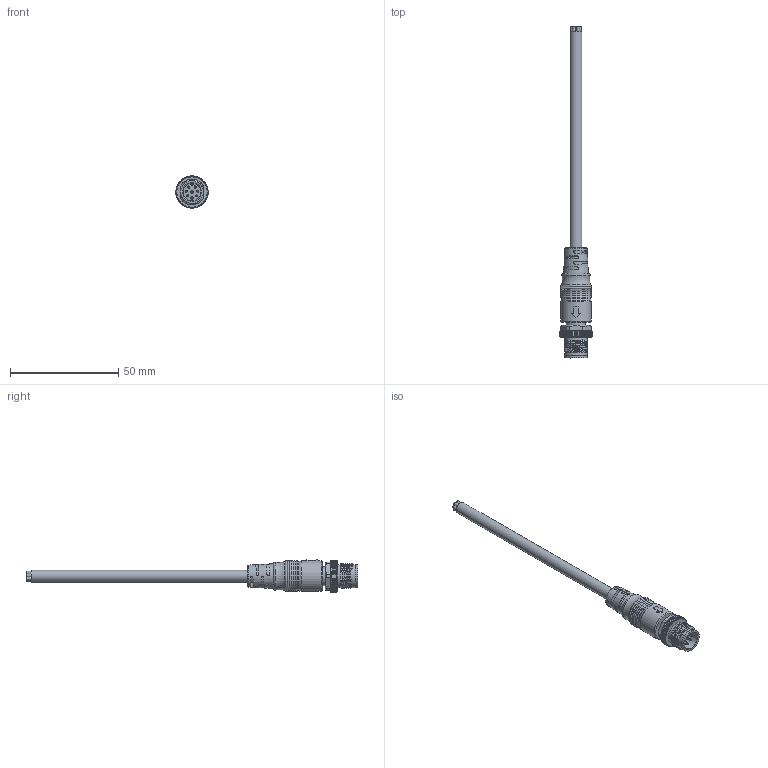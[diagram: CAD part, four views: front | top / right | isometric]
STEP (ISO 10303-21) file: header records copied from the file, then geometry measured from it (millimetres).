
FILE_DESCRIPTION(/* description */ ('Unknown'),/* implementation_level */ '2;1');
FILE_NAME(/* name */ '643612120308',/* time_stamp */ '2022-09-15T14:40:36+02:00',/* author */ ('Unknown'),/* organization */ ('Unknown'),/* preprocessor_version */ 'ST-DEVELOPER v16.7',/* originating_system */ 'Solid Edge',/* authorisation */ 'Unknown');
FILE_SCHEMA (('AUTOMOTIVE_DESIGN {1 0 10303 214 3 1 1}'));
Length unit declared in the file: millimetre
Products named in the file (7): 6436121203xx; 6436121203xx _Body; 6436121203xx _Seal; 6436121203xx _Screw Nut; 643612120308 _Housing; 643612120308 _Pin; 643612120308 _Cable
Assembly tree (13 placements, depth 2):
  6436121203xx
    6436121203xx _Body
    6436121203xx _Seal
    6436121203xx _Screw Nut
    643612120308 _Housing
    643612120308 _Pin  x8
    643612120308 _Cable
Bounding box: 14.87 x 153.59 x 14.92 mm (x, y, z)
Volume: 7735 mm3; surface area: 10427.8 mm2
Topology: 13 solids, 13 shells, 863 faces, 2230 edges, 1465 vertices
Faces by surface type: plane 351, cylinder 320, cone 83, torus 52, bspline 49, sphere 8
Full cylindrical faces by diameter (mm): 0.61 x8, 0.8 x8, 0.9 x8, 1 x16, 1.2 x8, 1.4 x48, 1.42 x16, 1.46 x8, 1.53 x32, 5.5 x3, 8.05 x6, 8.5 x2, 8.8 x9, 8.9 x1, 9.5 x1, 9.6 x1, 10.6 x6, 10.8 x2, 13.5 x7, 14.2 x1
Entity records: 22496 total; most frequent: CARTESIAN_POINT 9154, ORIENTED_EDGE 2844, DIRECTION 2080, EDGE_CURVE 1422, VERTEX_POINT 1017, AXIS2_PLACEMENT_3D 841, FACE_BOUND 787, EDGE_LOOP 786
